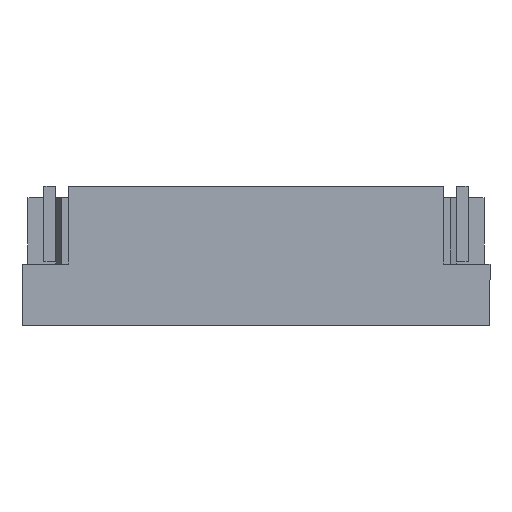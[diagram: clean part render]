
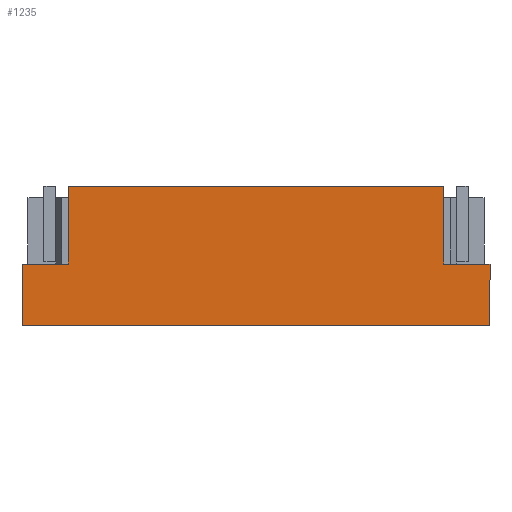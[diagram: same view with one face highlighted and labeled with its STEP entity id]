
A CAD part, top view. The second image highlights one B-rep face of the part: STEP entity #1235.
In plain terms, the highlighted planar face has unit normal (0, 0, 1).
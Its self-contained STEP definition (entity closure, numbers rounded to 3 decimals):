
#1185=AXIS2_PLACEMENT_3D('Plane Axis2P3D',#1182,#1183,#1184) ;
#76=CARTESIAN_POINT('Line Origine',(-20.14,0.,14.2)) ;
#80=CARTESIAN_POINT('Vertex',(-4.,0.,14.2)) ;
#82=CARTESIAN_POINT('Vertex',(-36.28,0.,14.2)) ;
#478=CARTESIAN_POINT('Vertex',(0.,-12.,14.2)) ;
#481=CARTESIAN_POINT('Line Origine',(-20.14,-12.,14.2)) ;
#485=CARTESIAN_POINT('Vertex',(-40.28,-12.,14.2)) ;
#1182=CARTESIAN_POINT('Axis2P3D Location',(-25.22,0.,14.2)) ;
#1187=CARTESIAN_POINT('Line Origine',(0.,-9.35,14.2)) ;
#1191=CARTESIAN_POINT('Vertex',(0.,-6.7,14.2)) ;
#1194=CARTESIAN_POINT('Line Origine',(-2.,-6.7,14.2)) ;
#1198=CARTESIAN_POINT('Vertex',(-4.,-6.7,14.2)) ;
#1201=CARTESIAN_POINT('Line Origine',(-4.,-3.35,14.2)) ;
#1206=CARTESIAN_POINT('Line Origine',(-36.28,-3.35,14.2)) ;
#1210=CARTESIAN_POINT('Vertex',(-36.28,-6.7,14.2)) ;
#1213=CARTESIAN_POINT('Line Origine',(-38.28,-6.7,14.2)) ;
#1217=CARTESIAN_POINT('Vertex',(-40.28,-6.7,14.2)) ;
#1220=CARTESIAN_POINT('Line Origine',(-40.28,-9.35,14.2)) ;
#77=DIRECTION('Vector Direction',(1.,0.,0.)) ;
#482=DIRECTION('Vector Direction',(1.,0.,0.)) ;
#1183=DIRECTION('Axis2P3D Direction',(0.,0.,1.)) ;
#1184=DIRECTION('Axis2P3D XDirection',(0.,-1.,0.)) ;
#1188=DIRECTION('Vector Direction',(0.,-1.,0.)) ;
#1195=DIRECTION('Vector Direction',(1.,0.,0.)) ;
#1202=DIRECTION('Vector Direction',(0.,1.,0.)) ;
#1207=DIRECTION('Vector Direction',(0.,1.,0.)) ;
#1214=DIRECTION('Vector Direction',(1.,0.,0.)) ;
#1221=DIRECTION('Vector Direction',(0.,-1.,0.)) ;
#78=VECTOR('Line Direction',#77,1.) ;
#483=VECTOR('Line Direction',#482,1.) ;
#1189=VECTOR('Line Direction',#1188,1.) ;
#1196=VECTOR('Line Direction',#1195,1.) ;
#1203=VECTOR('Line Direction',#1202,1.) ;
#1208=VECTOR('Line Direction',#1207,1.) ;
#1215=VECTOR('Line Direction',#1214,1.) ;
#1222=VECTOR('Line Direction',#1221,1.) ;
#1226=ORIENTED_EDGE('',*,*,#487,.T.) ;
#1227=ORIENTED_EDGE('',*,*,#1193,.F.) ;
#1228=ORIENTED_EDGE('',*,*,#1200,.T.) ;
#1229=ORIENTED_EDGE('',*,*,#1205,.F.) ;
#1230=ORIENTED_EDGE('',*,*,#84,.T.) ;
#1231=ORIENTED_EDGE('',*,*,#1212,.T.) ;
#1232=ORIENTED_EDGE('',*,*,#1219,.F.) ;
#1233=ORIENTED_EDGE('',*,*,#1224,.T.) ;
#1235=ADVANCED_FACE('Housing',(#1234),#1186,.T.) ;
#84=EDGE_CURVE('',#81,#83,#79,.F.) ;
#487=EDGE_CURVE('',#486,#479,#484,.T.) ;
#1193=EDGE_CURVE('',#1192,#479,#1190,.T.) ;
#1200=EDGE_CURVE('',#1192,#1199,#1197,.F.) ;
#1205=EDGE_CURVE('',#81,#1199,#1204,.F.) ;
#1212=EDGE_CURVE('',#83,#1211,#1209,.F.) ;
#1219=EDGE_CURVE('',#1218,#1211,#1216,.T.) ;
#1224=EDGE_CURVE('',#1218,#486,#1223,.T.) ;
#1225=EDGE_LOOP('',(#1226,#1227,#1228,#1229,#1230,#1231,#1232,#1233)) ;
#1234=FACE_OUTER_BOUND('',#1225,.T.) ;
#79=LINE('Line',#76,#78) ;
#484=LINE('Line',#481,#483) ;
#1190=LINE('Line',#1187,#1189) ;
#1197=LINE('Line',#1194,#1196) ;
#1204=LINE('Line',#1201,#1203) ;
#1209=LINE('Line',#1206,#1208) ;
#1216=LINE('Line',#1213,#1215) ;
#1223=LINE('Line',#1220,#1222) ;
#1186=PLANE('',#1185) ;
#81=VERTEX_POINT('',#80) ;
#83=VERTEX_POINT('',#82) ;
#479=VERTEX_POINT('',#478) ;
#486=VERTEX_POINT('',#485) ;
#1192=VERTEX_POINT('',#1191) ;
#1199=VERTEX_POINT('',#1198) ;
#1211=VERTEX_POINT('',#1210) ;
#1218=VERTEX_POINT('',#1217) ;
